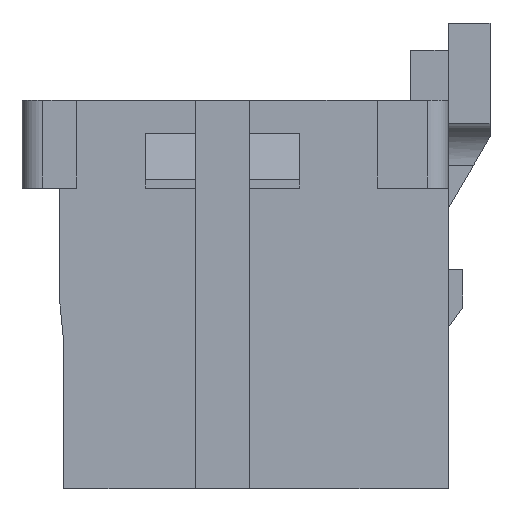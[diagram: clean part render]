
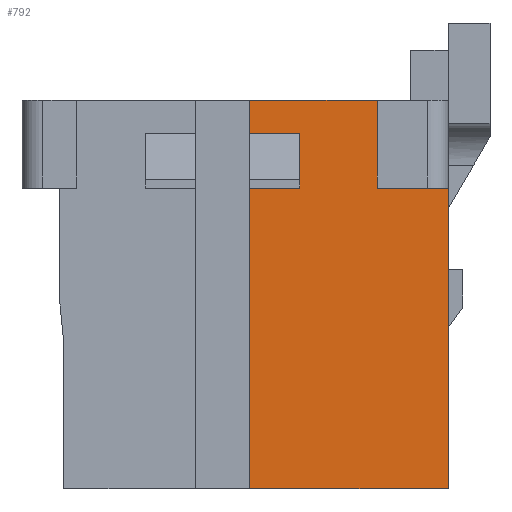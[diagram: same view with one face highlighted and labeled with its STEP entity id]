
A CAD part, left-side view. The second image highlights one B-rep face of the part: STEP entity #792.
In plain terms, the highlighted planar face has unit normal (-1, 0, 0).
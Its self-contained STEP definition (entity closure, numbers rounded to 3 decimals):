
#792 = ADVANCED_FACE( '', ( #2274 ), #2275, .F. );
#2274 = FACE_OUTER_BOUND( '', #4508, .T. );
#2275 = PLANE( '', #4509 );
#4508 = EDGE_LOOP( '', ( #6929, #6930, #6931, #6932, #6933, #6934, #6935, #6936, #6937, #6938 ) );
#4509 = AXIS2_PLACEMENT_3D( '', #6939, #6940, #6941 );
#6929 = ORIENTED_EDGE( '', *, *, #13729, .T. );
#6930 = ORIENTED_EDGE( '', *, *, #13730, .T. );
#6931 = ORIENTED_EDGE( '', *, *, #13731, .F. );
#6932 = ORIENTED_EDGE( '', *, *, #13732, .F. );
#6933 = ORIENTED_EDGE( '', *, *, #13704, .F. );
#6934 = ORIENTED_EDGE( '', *, *, #13733, .F. );
#6935 = ORIENTED_EDGE( '', *, *, #13734, .F. );
#6936 = ORIENTED_EDGE( '', *, *, #13735, .F. );
#6937 = ORIENTED_EDGE( '', *, *, #13736, .F. );
#6938 = ORIENTED_EDGE( '', *, *, #13737, .T. );
#6939 = CARTESIAN_POINT( '', ( -11.8, 0., 0. ) );
#6940 = DIRECTION( '', ( 1., 0., 0. ) );
#6941 = DIRECTION( '', ( 0., 0., -1. ) );
#13704 = EDGE_CURVE( '', #16564, #16566, #16567, .T. );
#13729 = EDGE_CURVE( '', #16610, #16611, #16612, .T. );
#13730 = EDGE_CURVE( '', #16611, #16613, #16614, .T. );
#13731 = EDGE_CURVE( '', #16615, #16613, #16616, .T. );
#13732 = EDGE_CURVE( '', #16566, #16615, #16617, .T. );
#13733 = EDGE_CURVE( '', #16618, #16564, #16619, .T. );
#13734 = EDGE_CURVE( '', #16620, #16618, #16621, .T. );
#13735 = EDGE_CURVE( '', #16622, #16620, #16623, .T. );
#13736 = EDGE_CURVE( '', #16624, #16622, #16625, .T. );
#13737 = EDGE_CURVE( '', #16624, #16610, #16626, .T. );
#16564 = VERTEX_POINT( '', #20681 );
#16566 = VERTEX_POINT( '', #20684 );
#16567 = LINE( '', #20685, #20686 );
#16610 = VERTEX_POINT( '', #20749 );
#16611 = VERTEX_POINT( '', #20750 );
#16612 = LINE( '', #20751, #20752 );
#16613 = VERTEX_POINT( '', #20753 );
#16614 = LINE( '', #20754, #20755 );
#16615 = VERTEX_POINT( '', #20756 );
#16616 = LINE( '', #20757, #20758 );
#16617 = LINE( '', #20759, #20760 );
#16618 = VERTEX_POINT( '', #20761 );
#16619 = LINE( '', #20762, #20763 );
#16620 = VERTEX_POINT( '', #20764 );
#16621 = LINE( '', #20765, #20766 );
#16622 = VERTEX_POINT( '', #20767 );
#16623 = LINE( '', #20768, #20769 );
#16624 = VERTEX_POINT( '', #20770 );
#16625 = LINE( '', #20771, #20772 );
#16626 = LINE( '', #20773, #20774 );
#20681 = CARTESIAN_POINT( '', ( -11.8, -5.1, 2.55 ) );
#20684 = CARTESIAN_POINT( '', ( -11.8, -5.1, -4.65 ) );
#20685 = CARTESIAN_POINT( '', ( -11.8, -5.1, 4.65 ) );
#20686 = VECTOR( '', #26305, 1000. );
#20749 = CARTESIAN_POINT( '', ( -11.8, -1.55, 3.85 ) );
#20750 = CARTESIAN_POINT( '', ( -11.8, -1.55, 2.55 ) );
#20751 = CARTESIAN_POINT( '', ( -11.8, -1.55, 3.85 ) );
#20752 = VECTOR( '', #26326, 1000. );
#20753 = CARTESIAN_POINT( '', ( -11.8, -0.35, 2.55 ) );
#20754 = CARTESIAN_POINT( '', ( -11.8, -1.55, 2.55 ) );
#20755 = VECTOR( '', #26327, 1000. );
#20756 = CARTESIAN_POINT( '', ( -11.8, -0.35, -4.65 ) );
#20757 = CARTESIAN_POINT( '', ( -11.8, -0.35, -4.65 ) );
#20758 = VECTOR( '', #26328, 1000. );
#20759 = CARTESIAN_POINT( '', ( -11.8, -5.1, -4.65 ) );
#20760 = VECTOR( '', #26329, 1000. );
#20761 = CARTESIAN_POINT( '', ( -11.8, -3.4, 2.55 ) );
#20762 = CARTESIAN_POINT( '', ( -11.8, -3.4, 2.55 ) );
#20763 = VECTOR( '', #26330, 1000. );
#20764 = CARTESIAN_POINT( '', ( -11.8, -3.4, 4.65 ) );
#20765 = CARTESIAN_POINT( '', ( -11.8, -3.4, 4.65 ) );
#20766 = VECTOR( '', #26331, 1000. );
#20767 = CARTESIAN_POINT( '', ( -11.8, -0.35, 4.65 ) );
#20768 = CARTESIAN_POINT( '', ( -11.8, 5.1, 4.65 ) );
#20769 = VECTOR( '', #26332, 1000. );
#20770 = CARTESIAN_POINT( '', ( -11.8, -0.35, 3.85 ) );
#20771 = CARTESIAN_POINT( '', ( -11.8, -0.35, -4.65 ) );
#20772 = VECTOR( '', #26333, 1000. );
#20773 = CARTESIAN_POINT( '', ( -11.8, -0.35, 3.85 ) );
#20774 = VECTOR( '', #26334, 1000. );
#26305 = DIRECTION( '', ( 0., 0., -1. ) );
#26326 = DIRECTION( '', ( 0., 0., -1. ) );
#26327 = DIRECTION( '', ( 0., 1., 0. ) );
#26328 = DIRECTION( '', ( 0., 0., 1. ) );
#26329 = DIRECTION( '', ( 0., 1., 0. ) );
#26330 = DIRECTION( '', ( 0., -1., 0. ) );
#26331 = DIRECTION( '', ( 0., 0., -1. ) );
#26332 = DIRECTION( '', ( 0., -1., 0. ) );
#26333 = DIRECTION( '', ( 0., 0., 1. ) );
#26334 = DIRECTION( '', ( 0., -1., 0. ) );
